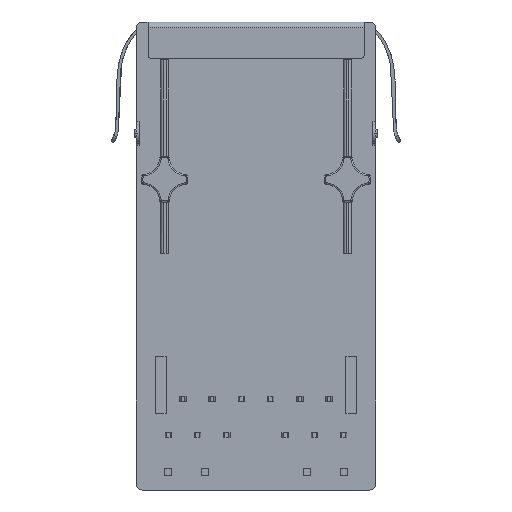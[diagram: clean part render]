
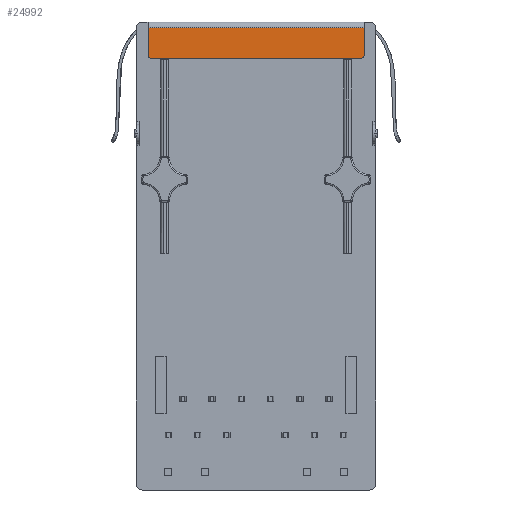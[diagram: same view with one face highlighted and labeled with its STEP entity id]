
A CAD part, front view. The second image highlights one B-rep face of the part: STEP entity #24992.
In plain terms, the highlighted planar face has unit normal (0, -1, 0).
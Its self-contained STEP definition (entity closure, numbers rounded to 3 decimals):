
#414 = AXIS2_PLACEMENT_3D ( 'NONE', #16452, #7526, #3338 ) ;
#449 = EDGE_CURVE ( 'NONE', #21165, #11154, #14241, .T. ) ;
#1642 = AXIS2_PLACEMENT_3D ( 'NONE', #18921, #27834, #16795 ) ;
#3338 = DIRECTION ( 'NONE',  ( 0., 0., -1. ) ) ;
#3455 = VERTEX_POINT ( 'NONE', #20887 ) ;
#3738 = LINE ( 'NONE', #27477, #24577 ) ;
#4365 = VECTOR ( 'NONE', #14197, 1000. ) ;
#4800 = FACE_OUTER_BOUND ( 'NONE', #18694, .T. ) ;
#5414 = LINE ( 'NONE', #24798, #4365 ) ;
#7092 = DIRECTION ( 'NONE',  ( 0., -1., 0. ) ) ;
#7174 = ORIENTED_EDGE ( 'NONE', *, *, #18376, .T. ) ;
#7526 = DIRECTION ( 'NONE',  ( 0., 1., 0. ) ) ;
#9045 = CARTESIAN_POINT ( 'NONE',  ( 7.5, -6.75, 30.15 ) ) ;
#9647 = EDGE_CURVE ( 'NONE', #28385, #17446, #13061, .T. ) ;
#10047 = CARTESIAN_POINT ( 'NONE',  ( 7.35, -6.75, 30. ) ) ;
#10938 = LINE ( 'NONE', #17535, #25067 ) ;
#11154 = VERTEX_POINT ( 'NONE', #27845 ) ;
#11824 = EDGE_CURVE ( 'NONE', #3455, #11154, #10938, .T. ) ;
#11860 = DIRECTION ( 'NONE',  ( 0., 0., -1. ) ) ;
#12659 = ORIENTED_EDGE ( 'NONE', *, *, #9647, .T. ) ;
#13061 = LINE ( 'NONE', #9045, #14457 ) ;
#13291 = CARTESIAN_POINT ( 'NONE',  ( -7.35, -6.75, 30. ) ) ;
#13618 = AXIS2_PLACEMENT_3D ( 'NONE', #22777, #7092, #11860 ) ;
#14013 = PLANE ( 'NONE',  #13618 ) ;
#14197 = DIRECTION ( 'NONE',  ( -1., 0., 0. ) ) ;
#14241 = CIRCLE ( 'NONE', #414, 0.15 ) ;
#14457 = VECTOR ( 'NONE', #19788, 1000. ) ;
#16035 = DIRECTION ( 'NONE',  ( 1., 0., 0. ) ) ;
#16247 = CARTESIAN_POINT ( 'NONE',  ( 7.5, -6.75, 30.15 ) ) ;
#16452 = CARTESIAN_POINT ( 'NONE',  ( -7.35, -6.75, 30.15 ) ) ;
#16795 = DIRECTION ( 'NONE',  ( 1., 0., 0. ) ) ;
#17274 = ORIENTED_EDGE ( 'NONE', *, *, #11824, .T. ) ;
#17446 = VERTEX_POINT ( 'NONE', #20047 ) ;
#17535 = CARTESIAN_POINT ( 'NONE',  ( -7.5, -6.75, 32.1 ) ) ;
#18376 = EDGE_CURVE ( 'NONE', #21165, #19061, #3738, .T. ) ;
#18694 = EDGE_LOOP ( 'NONE', ( #17274, #20713, #7174, #22428, #12659, #25416 ) ) ;
#18921 = CARTESIAN_POINT ( 'NONE',  ( 7.35, -6.75, 30.15 ) ) ;
#19061 = VERTEX_POINT ( 'NONE', #10047 ) ;
#19788 = DIRECTION ( 'NONE',  ( 0., 0., 1. ) ) ;
#19823 = EDGE_CURVE ( 'NONE', #17446, #3455, #5414, .T. ) ;
#20047 = CARTESIAN_POINT ( 'NONE',  ( 7.5, -6.75, 32.1 ) ) ;
#20713 = ORIENTED_EDGE ( 'NONE', *, *, #449, .F. ) ;
#20887 = CARTESIAN_POINT ( 'NONE',  ( -7.5, -6.75, 32.1 ) ) ;
#20972 = CIRCLE ( 'NONE', #1642, 0.15 ) ;
#21165 = VERTEX_POINT ( 'NONE', #13291 ) ;
#22428 = ORIENTED_EDGE ( 'NONE', *, *, #23039, .F. ) ;
#22777 = CARTESIAN_POINT ( 'NONE',  ( -8.3, -6.75, 0. ) ) ;
#23039 = EDGE_CURVE ( 'NONE', #28385, #19061, #20972, .T. ) ;
#24577 = VECTOR ( 'NONE', #16035, 1000. ) ;
#24798 = CARTESIAN_POINT ( 'NONE',  ( 7.5, -6.75, 32.1 ) ) ;
#24992 = ADVANCED_FACE ( 'NONE', ( #4800 ), #14013, .T. ) ;
#25067 = VECTOR ( 'NONE', #28305, 1000. ) ;
#25416 = ORIENTED_EDGE ( 'NONE', *, *, #19823, .T. ) ;
#27477 = CARTESIAN_POINT ( 'NONE',  ( -7.35, -6.75, 30. ) ) ;
#27834 = DIRECTION ( 'NONE',  ( 0., 1., 0. ) ) ;
#27845 = CARTESIAN_POINT ( 'NONE',  ( -7.5, -6.75, 30.15 ) ) ;
#28305 = DIRECTION ( 'NONE',  ( 0., 0., -1. ) ) ;
#28385 = VERTEX_POINT ( 'NONE', #16247 ) ;
